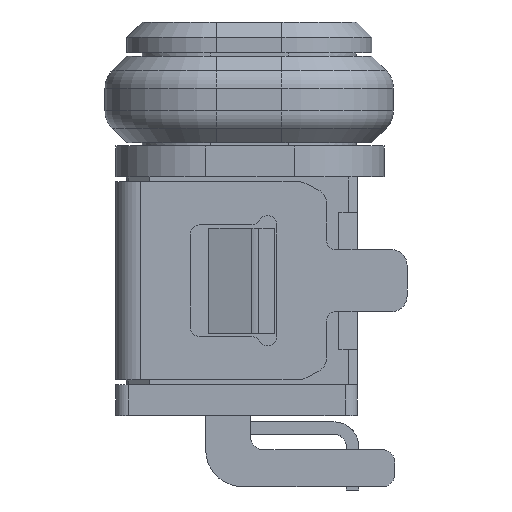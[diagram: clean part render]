
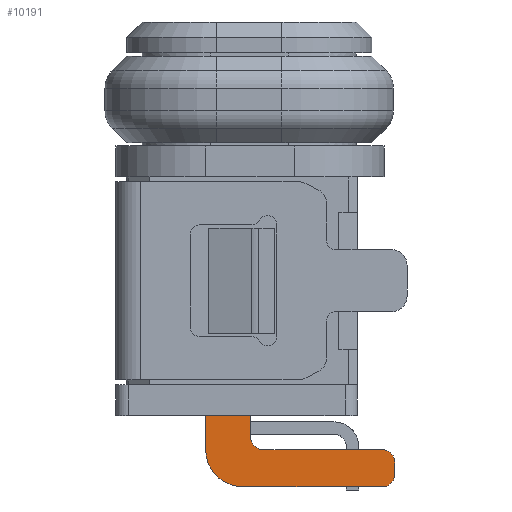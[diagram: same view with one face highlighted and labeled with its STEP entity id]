
A CAD part, left-side view. The second image highlights one B-rep face of the part: STEP entity #10191.
In plain terms, the highlighted planar face has unit normal (-1, 0, 0).
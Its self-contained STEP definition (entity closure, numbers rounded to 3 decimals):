
#201 = LINE ( 'NONE', #4121, #24528 ) ;
#414 = LINE ( 'NONE', #2406, #6595 ) ;
#804 = ORIENTED_EDGE ( 'NONE', *, *, #2430, .F. ) ;
#1231 = AXIS2_PLACEMENT_3D ( 'NONE', #5732, #8224, #25245 ) ;
#1590 = CARTESIAN_POINT ( 'NONE',  ( -3.7, 0.855, -2.6 ) ) ;
#2022 = LINE ( 'NONE', #25427, #19672 ) ;
#2406 = CARTESIAN_POINT ( 'NONE',  ( -3.7, -1.995, -4. ) ) ;
#2430 = EDGE_CURVE ( 'NONE', #8578, #19831, #5704, .T. ) ;
#2511 = DIRECTION ( 'NONE',  ( 0., -1., 0. ) ) ;
#2847 = CARTESIAN_POINT ( 'NONE',  ( -3.7, 1.38, 1.9 ) ) ;
#3016 = DIRECTION ( 'NONE',  ( 1., 0., 0. ) ) ;
#3467 = EDGE_CURVE ( 'NONE', #21510, #17952, #10110, .T. ) ;
#3655 = VERTEX_POINT ( 'NONE', #4952 ) ;
#3822 = EDGE_CURVE ( 'NONE', #10515, #17952, #18448, .T. ) ;
#4121 = CARTESIAN_POINT ( 'NONE',  ( -3.7, 0.13, -2.6 ) ) ;
#4280 = CARTESIAN_POINT ( 'NONE',  ( -3.7, -0.07, -3.4 ) ) ;
#4396 = CARTESIAN_POINT ( 'NONE',  ( -3.7, -2.195, -3.6 ) ) ;
#4674 = ORIENTED_EDGE ( 'NONE', *, *, #22833, .F. ) ;
#4823 = VERTEX_POINT ( 'NONE', #19698 ) ;
#4911 = EDGE_LOOP ( 'NONE', ( #25071, #19744, #4674, #804, #21746, #24700, #11071, #14546, #19136, #19221 ) ) ;
#4952 = CARTESIAN_POINT ( 'NONE',  ( -3.7, 0.13, -3.2 ) ) ;
#5567 = LINE ( 'NONE', #4280, #6146 ) ;
#5704 = CIRCLE ( 'NONE', #20787, 0.2 ) ;
#5732 = CARTESIAN_POINT ( 'NONE',  ( -3.7, -1.995, -3.6 ) ) ;
#5847 = CARTESIAN_POINT ( 'NONE',  ( -3.7, 0.855, -2.6 ) ) ;
#6146 = VECTOR ( 'NONE', #27398, 1000. ) ;
#6423 = EDGE_CURVE ( 'NONE', #23594, #10515, #201, .T. ) ;
#6595 = VECTOR ( 'NONE', #6838, 1000. ) ;
#6838 = DIRECTION ( 'NONE',  ( 0., 1., 0. ) ) ;
#7007 = FACE_OUTER_BOUND ( 'NONE', #4911, .T. ) ;
#7158 = CIRCLE ( 'NONE', #23190, 0.2 ) ;
#7324 = CARTESIAN_POINT ( 'NONE',  ( -3.7, 0.255, -3.4 ) ) ;
#8224 = DIRECTION ( 'NONE',  ( 1., 0., 0. ) ) ;
#8578 = VERTEX_POINT ( 'NONE', #16506 ) ;
#8696 = DIRECTION ( 'NONE',  ( 0., 1., 0. ) ) ;
#9641 = CIRCLE ( 'NONE', #1231, 0.2 ) ;
#9964 = EDGE_CURVE ( 'NONE', #11047, #8578, #2022, .T. ) ;
#10003 = DIRECTION ( 'NONE',  ( 0., 0., 1. ) ) ;
#10110 = CIRCLE ( 'NONE', #25725, 0.6 ) ;
#10191 = ADVANCED_FACE ( 'NONE', ( #7007 ), #15523, .F. ) ;
#10515 = VERTEX_POINT ( 'NONE', #5847 ) ;
#11047 = VERTEX_POINT ( 'NONE', #4396 ) ;
#11071 = ORIENTED_EDGE ( 'NONE', *, *, #22970, .F. ) ;
#11233 = DIRECTION ( 'NONE',  ( 0., 1., 0. ) ) ;
#11306 = DIRECTION ( 'NONE',  ( 1., 0., 0. ) ) ;
#12539 = AXIS2_PLACEMENT_3D ( 'NONE', #2847, #11306, #19842 ) ;
#13032 = CARTESIAN_POINT ( 'NONE',  ( -3.7, 0.13, -2.6 ) ) ;
#13184 = DIRECTION ( 'NONE',  ( -1., 0., 0. ) ) ;
#13374 = CARTESIAN_POINT ( 'NONE',  ( -3.7, -1.995, -3.4 ) ) ;
#14207 = CARTESIAN_POINT ( 'NONE',  ( -3.7, 0.13, -3.2 ) ) ;
#14546 = ORIENTED_EDGE ( 'NONE', *, *, #18456, .F. ) ;
#15242 = VECTOR ( 'NONE', #10003, 1000. ) ;
#15523 = PLANE ( 'NONE',  #12539 ) ;
#15830 = DIRECTION ( 'NONE',  ( 0., 0., -1. ) ) ;
#16391 = VECTOR ( 'NONE', #24302, 1000. ) ;
#16506 = CARTESIAN_POINT ( 'NONE',  ( -3.7, -2.195, -3.8 ) ) ;
#17297 = EDGE_CURVE ( 'NONE', #3655, #23594, #18535, .T. ) ;
#17952 = VERTEX_POINT ( 'NONE', #18687 ) ;
#18448 = LINE ( 'NONE', #1590, #16391 ) ;
#18456 = EDGE_CURVE ( 'NONE', #3655, #4823, #7158, .T. ) ;
#18535 = LINE ( 'NONE', #14207, #15242 ) ;
#18687 = CARTESIAN_POINT ( 'NONE',  ( -3.7, 0.855, -3.4 ) ) ;
#19136 = ORIENTED_EDGE ( 'NONE', *, *, #17297, .T. ) ;
#19221 = ORIENTED_EDGE ( 'NONE', *, *, #6423, .T. ) ;
#19355 = EDGE_CURVE ( 'NONE', #23005, #11047, #9641, .T. ) ;
#19579 = CARTESIAN_POINT ( 'NONE',  ( -3.7, -1.995, -4. ) ) ;
#19672 = VECTOR ( 'NONE', #21110, 1000. ) ;
#19698 = CARTESIAN_POINT ( 'NONE',  ( -3.7, -0.07, -3.4 ) ) ;
#19744 = ORIENTED_EDGE ( 'NONE', *, *, #3467, .F. ) ;
#19775 = CARTESIAN_POINT ( 'NONE',  ( -3.7, -1.995, -3.8 ) ) ;
#19831 = VERTEX_POINT ( 'NONE', #19579 ) ;
#19842 = DIRECTION ( 'NONE',  ( 0., 1., 0. ) ) ;
#20763 = CARTESIAN_POINT ( 'NONE',  ( -3.7, 0.255, -4. ) ) ;
#20787 = AXIS2_PLACEMENT_3D ( 'NONE', #19775, #21585, #2511 ) ;
#21110 = DIRECTION ( 'NONE',  ( 0., 0., -1. ) ) ;
#21510 = VERTEX_POINT ( 'NONE', #20763 ) ;
#21585 = DIRECTION ( 'NONE',  ( 1., 0., 0. ) ) ;
#21746 = ORIENTED_EDGE ( 'NONE', *, *, #9964, .F. ) ;
#22833 = EDGE_CURVE ( 'NONE', #19831, #21510, #414, .T. ) ;
#22970 = EDGE_CURVE ( 'NONE', #4823, #23005, #5567, .T. ) ;
#23005 = VERTEX_POINT ( 'NONE', #13374 ) ;
#23190 = AXIS2_PLACEMENT_3D ( 'NONE', #23684, #13184, #11233 ) ;
#23594 = VERTEX_POINT ( 'NONE', #13032 ) ;
#23684 = CARTESIAN_POINT ( 'NONE',  ( -3.7, -0.07, -3.2 ) ) ;
#24302 = DIRECTION ( 'NONE',  ( 0., 0., -1. ) ) ;
#24528 = VECTOR ( 'NONE', #8696, 1000. ) ;
#24700 = ORIENTED_EDGE ( 'NONE', *, *, #19355, .F. ) ;
#25071 = ORIENTED_EDGE ( 'NONE', *, *, #3822, .T. ) ;
#25245 = DIRECTION ( 'NONE',  ( 0., 0., 1. ) ) ;
#25427 = CARTESIAN_POINT ( 'NONE',  ( -3.7, -2.195, -3.6 ) ) ;
#25725 = AXIS2_PLACEMENT_3D ( 'NONE', #7324, #3016, #15830 ) ;
#27398 = DIRECTION ( 'NONE',  ( 0., -1., 0. ) ) ;
